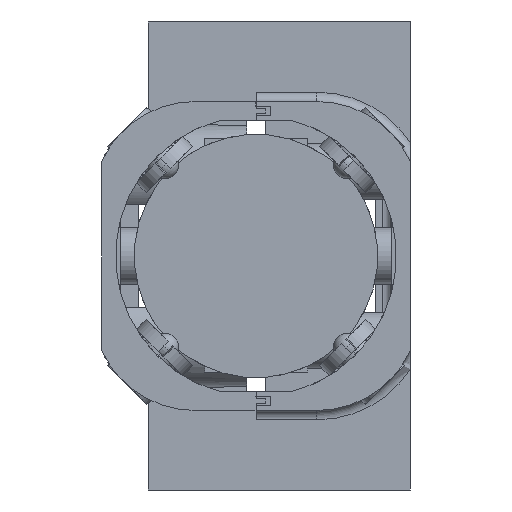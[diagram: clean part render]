
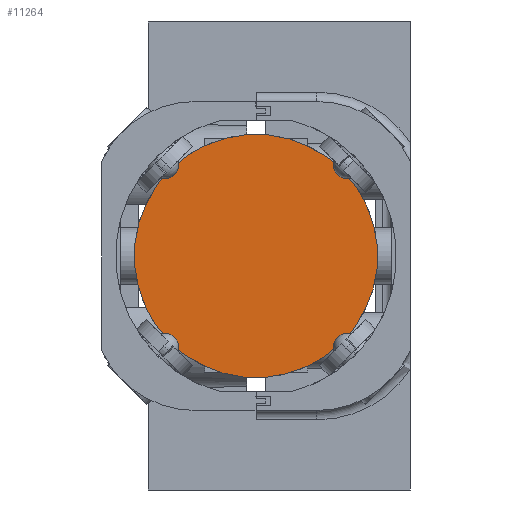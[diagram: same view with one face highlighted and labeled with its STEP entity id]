
A CAD part, left-side view. The second image highlights one B-rep face of the part: STEP entity #11264.
In plain terms, the highlighted planar face has unit normal (-1, 0, 0).
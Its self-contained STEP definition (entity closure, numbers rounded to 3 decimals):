
#104 = EDGE_LOOP ( 'NONE', ( #10499, #748 ) ) ;
#664 = CARTESIAN_POINT ( 'NONE',  ( -32.75, 0., 13. ) ) ;
#681 = CIRCLE ( 'NONE', #6092, 13. ) ;
#748 = ORIENTED_EDGE ( 'NONE', *, *, #10112, .T. ) ;
#931 = CIRCLE ( 'NONE', #5951, 13. ) ;
#2241 = DIRECTION ( 'NONE',  ( 0., 0., -1. ) ) ;
#3088 = DIRECTION ( 'NONE',  ( 1., 0., 0. ) ) ;
#3577 = DIRECTION ( 'NONE',  ( -1., 0., 0. ) ) ;
#3585 = VERTEX_POINT ( 'NONE', #7126 ) ;
#4677 = FACE_OUTER_BOUND ( 'NONE', #104, .T. ) ;
#5598 = CARTESIAN_POINT ( 'NONE',  ( -32.75, 0., 0. ) ) ;
#5951 = AXIS2_PLACEMENT_3D ( 'NONE', #8235, #3577, #7332 ) ;
#6092 = AXIS2_PLACEMENT_3D ( 'NONE', #5598, #11426, #11374 ) ;
#6505 = PLANE ( 'NONE',  #10913 ) ;
#7126 = CARTESIAN_POINT ( 'NONE',  ( -32.75, 0., -13. ) ) ;
#7332 = DIRECTION ( 'NONE',  ( 0., 0., 1. ) ) ;
#8235 = CARTESIAN_POINT ( 'NONE',  ( -32.75, 0., 0. ) ) ;
#8574 = VERTEX_POINT ( 'NONE', #664 ) ;
#9325 = CARTESIAN_POINT ( 'NONE',  ( -32.75, 0., 0. ) ) ;
#10112 = EDGE_CURVE ( 'NONE', #3585, #8574, #931, .T. ) ;
#10499 = ORIENTED_EDGE ( 'NONE', *, *, #11298, .T. ) ;
#10913 = AXIS2_PLACEMENT_3D ( 'NONE', #9325, #3088, #2241 ) ;
#11264 = ADVANCED_FACE ( 'NONE', ( #4677 ), #6505, .F. ) ;
#11298 = EDGE_CURVE ( 'NONE', #8574, #3585, #681, .T. ) ;
#11374 = DIRECTION ( 'NONE',  ( 0., 0., 1. ) ) ;
#11426 = DIRECTION ( 'NONE',  ( -1., 0., 0. ) ) ;
